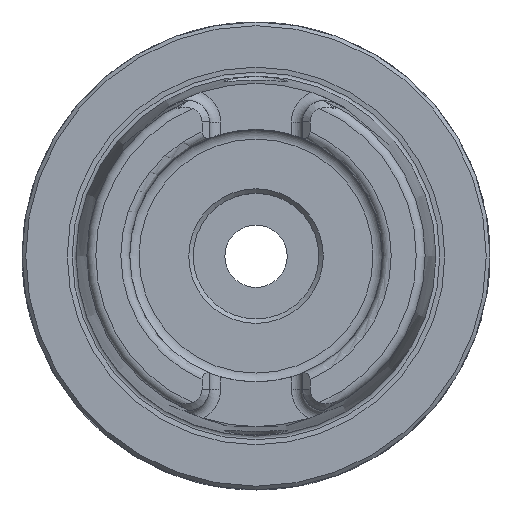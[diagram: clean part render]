
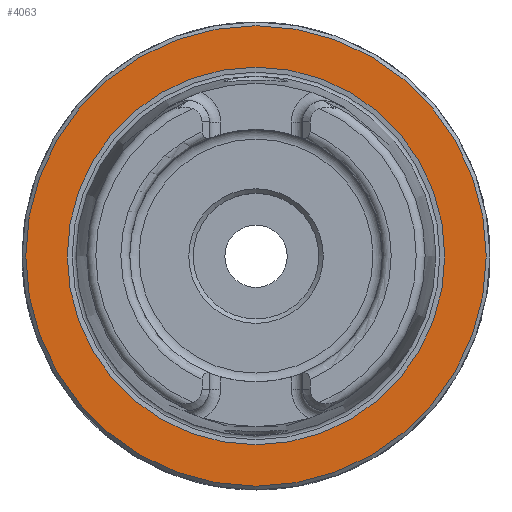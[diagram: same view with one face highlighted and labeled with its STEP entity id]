
A CAD part, top view. The second image highlights one B-rep face of the part: STEP entity #4063.
In plain terms, the highlighted planar face has unit normal (0, 0, 1).
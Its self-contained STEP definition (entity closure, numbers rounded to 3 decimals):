
#827=ORIENTED_EDGE('',*,*,#1400,.T.);
#828=ORIENTED_EDGE('',*,*,#1398,.F.);
#1398=EDGE_CURVE('',#1684,#1684,#1849,.T.);
#1400=EDGE_CURVE('',#1686,#1686,#1851,.T.);
#1684=VERTEX_POINT('',#6331);
#1686=VERTEX_POINT('',#6336);
#1849=CIRCLE('',#4338,25.418);
#1851=CIRCLE('',#4341,31.);
#2050=EDGE_LOOP('',(#827));
#2051=EDGE_LOOP('',(#828));
#2355=FACE_BOUND('',#2050,.T.);
#2356=FACE_BOUND('',#2051,.T.);
#2597=PLANE('',#4340);
#4063=ADVANCED_FACE('',(#2355,#2356),#2597,.T.);
#4338=AXIS2_PLACEMENT_3D('',#6330,#4954,#4955);
#4340=AXIS2_PLACEMENT_3D('',#6334,#4958,#4959);
#4341=AXIS2_PLACEMENT_3D('',#6335,#4960,#4961);
#4954=DIRECTION('',(0.,0.,1.));
#4955=DIRECTION('',(1.,0.,0.));
#4958=DIRECTION('',(0.,0.,1.));
#4959=DIRECTION('',(1.,0.,0.));
#4960=DIRECTION('',(0.,0.,1.));
#4961=DIRECTION('',(1.,0.,0.));
#6330=CARTESIAN_POINT('',(0.,0.,0.));
#6331=CARTESIAN_POINT('',(25.418,0.,0.));
#6334=CARTESIAN_POINT('',(31.,0.,0.));
#6335=CARTESIAN_POINT('',(0.,0.,0.));
#6336=CARTESIAN_POINT('',(31.,0.,0.));
